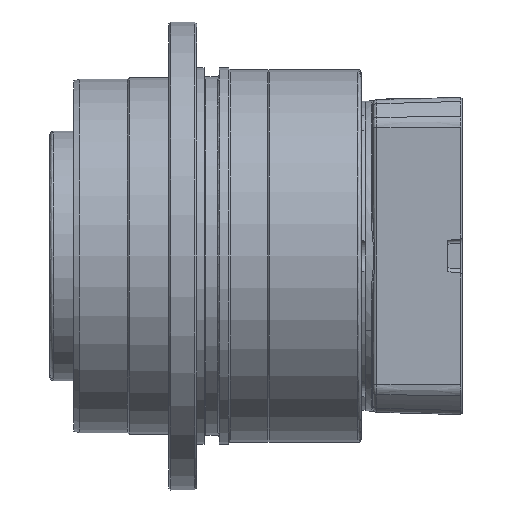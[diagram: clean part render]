
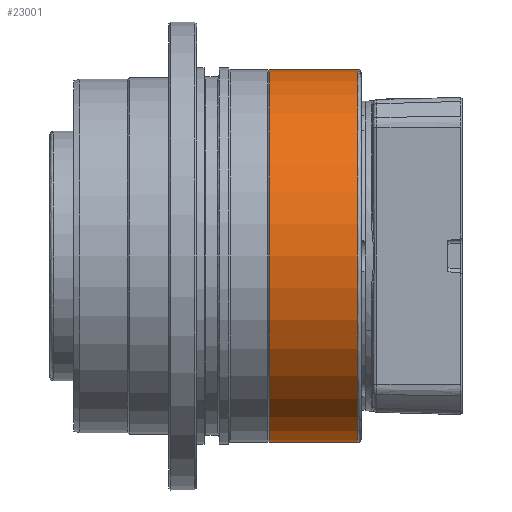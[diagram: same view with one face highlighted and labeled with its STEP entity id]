
A CAD part, front view. The second image highlights one B-rep face of the part: STEP entity #23001.
In plain terms, the highlighted cylindrical face has radius 47 mm (diameter 94 mm), a partial arc.
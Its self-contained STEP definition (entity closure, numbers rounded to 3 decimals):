
#76 = CARTESIAN_POINT ( 'NONE',  ( 1027.298, -8010.002, -47. ) ) ;
#216 = CARTESIAN_POINT ( 'NONE',  ( 1027.298, -8010.002, 0. ) ) ;
#706 = CYLINDRICAL_SURFACE ( 'NONE', #17659, 47. ) ;
#2082 = ORIENTED_EDGE ( 'NONE', *, *, #19914, .F. ) ;
#3094 = EDGE_LOOP ( 'NONE', ( #6575, #9971, #22264, #2082 ) ) ;
#3298 = VECTOR ( 'NONE', #12294, 1000. ) ;
#3405 = LINE ( 'NONE', #33442, #29230 ) ;
#4482 = DIRECTION ( 'NONE',  ( -1., 0., 0. ) ) ;
#5187 = CIRCLE ( 'NONE', #12352, 47. ) ;
#5751 = EDGE_CURVE ( 'NONE', #19578, #15319, #3405, .T. ) ;
#6575 = ORIENTED_EDGE ( 'NONE', *, *, #5751, .F. ) ;
#7353 = CARTESIAN_POINT ( 'NONE',  ( 1001.098, -8010.002, 0. ) ) ;
#8072 = CIRCLE ( 'NONE', #16564, 47. ) ;
#8405 = VERTEX_POINT ( 'NONE', #28292 ) ;
#9759 = DIRECTION ( 'NONE',  ( 0., 0., 1. ) ) ;
#9971 = ORIENTED_EDGE ( 'NONE', *, *, #23057, .T. ) ;
#10560 = DIRECTION ( 'NONE',  ( -1., 0., 0. ) ) ;
#12294 = DIRECTION ( 'NONE',  ( -1., 0., 0. ) ) ;
#12352 = AXIS2_PLACEMENT_3D ( 'NONE', #15046, #17661, #25518 ) ;
#13422 = DIRECTION ( 'NONE',  ( 0., 0., 1. ) ) ;
#14425 = CARTESIAN_POINT ( 'NONE',  ( 1004.898, -8010.002, 47. ) ) ;
#15046 = CARTESIAN_POINT ( 'NONE',  ( 1004.898, -8010.002, 0. ) ) ;
#15319 = VERTEX_POINT ( 'NONE', #29067 ) ;
#16089 = EDGE_CURVE ( 'NONE', #8405, #23285, #16812, .T. ) ;
#16564 = AXIS2_PLACEMENT_3D ( 'NONE', #216, #10560, #13422 ) ;
#16812 = LINE ( 'NONE', #33240, #3298 ) ;
#17659 = AXIS2_PLACEMENT_3D ( 'NONE', #7353, #22986, #9759 ) ;
#17661 = DIRECTION ( 'NONE',  ( -1., 0., 0. ) ) ;
#19578 = VERTEX_POINT ( 'NONE', #76 ) ;
#19914 = EDGE_CURVE ( 'NONE', #15319, #23285, #5187, .T. ) ;
#22264 = ORIENTED_EDGE ( 'NONE', *, *, #16089, .T. ) ;
#22986 = DIRECTION ( 'NONE',  ( -1., 0., 0. ) ) ;
#23001 = ADVANCED_FACE ( 'NONE', ( #29380 ), #706, .T. ) ;
#23057 = EDGE_CURVE ( 'NONE', #19578, #8405, #8072, .T. ) ;
#23285 = VERTEX_POINT ( 'NONE', #14425 ) ;
#25518 = DIRECTION ( 'NONE',  ( 0., 0., -1. ) ) ;
#28292 = CARTESIAN_POINT ( 'NONE',  ( 1027.298, -8010.002, 47. ) ) ;
#29067 = CARTESIAN_POINT ( 'NONE',  ( 1004.898, -8010.002, -47. ) ) ;
#29230 = VECTOR ( 'NONE', #4482, 1000. ) ;
#29380 = FACE_OUTER_BOUND ( 'NONE', #3094, .T. ) ;
#33240 = CARTESIAN_POINT ( 'NONE',  ( 1001.098, -8010.002, 47. ) ) ;
#33442 = CARTESIAN_POINT ( 'NONE',  ( 1001.098, -8010.002, -47. ) ) ;
